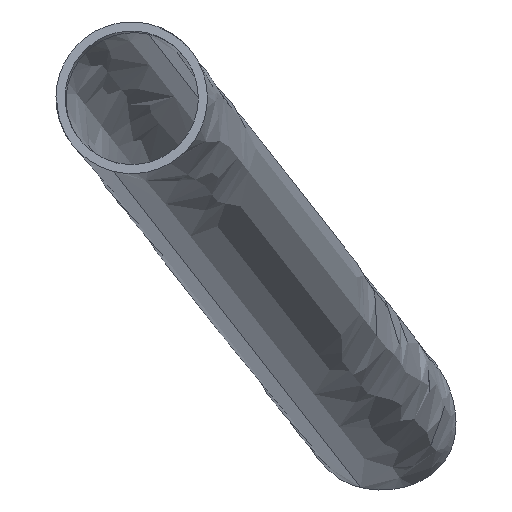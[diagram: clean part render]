
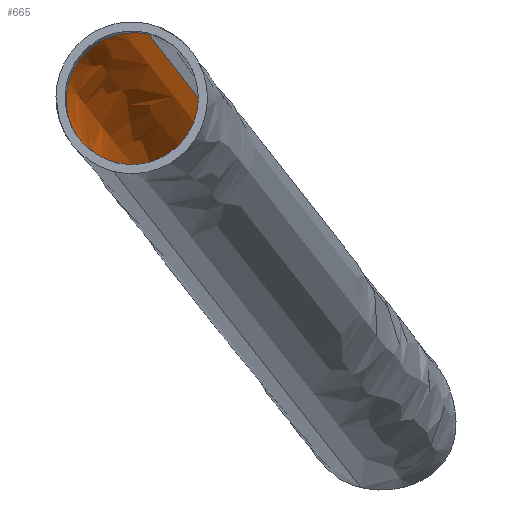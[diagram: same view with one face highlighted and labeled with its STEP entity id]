
A CAD part, left-side view. The second image highlights one B-rep face of the part: STEP entity #665.
In plain terms, the highlighted free-form (B-spline) face has degree [5, 4] with [6, 5] control points.
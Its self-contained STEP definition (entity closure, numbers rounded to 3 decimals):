
#72=CARTESIAN_POINT('Vertex',(-1863.178,-239.808,0.958)) ;
#192=CARTESIAN_POINT('Vertex',(-1864.878,-228.072,-15.945)) ;
#214=CARTESIAN_POINT('Vertex',(-1865.829,-234.363,-20.217)) ;
#218=CARTESIAN_POINT('Control Point',(-1865.829,-234.363,-20.217)) ;
#219=CARTESIAN_POINT('Control Point',(-1865.716,-233.333,-19.96)) ;
#220=CARTESIAN_POINT('Control Point',(-1865.593,-232.321,-19.576)) ;
#221=CARTESIAN_POINT('Control Point',(-1865.461,-231.349,-19.063)) ;
#222=CARTESIAN_POINT('Control Point',(-1865.264,-230.063,-18.163)) ;
#223=CARTESIAN_POINT('Control Point',(-1865.06,-228.951,-17.042)) ;
#224=CARTESIAN_POINT('Control Point',(-1864.999,-228.64,-16.693)) ;
#225=CARTESIAN_POINT('Control Point',(-1864.939,-228.346,-16.327)) ;
#226=CARTESIAN_POINT('Control Point',(-1864.878,-228.072,-15.945)) ;
#240=CARTESIAN_POINT('Axis2P3D Location',(-1865.,-237.,-9.52)) ;
#425=CARTESIAN_POINT('Control Point',(-1628.855,-275.122,-72.351)) ;
#426=CARTESIAN_POINT('Control Point',(-1676.25,-266.971,-61.924)) ;
#427=CARTESIAN_POINT('Control Point',(-1723.645,-258.819,-51.497)) ;
#428=CARTESIAN_POINT('Control Point',(-1771.039,-250.667,-41.071)) ;
#429=CARTESIAN_POINT('Control Point',(-1818.434,-242.515,-30.644)) ;
#430=CARTESIAN_POINT('Control Point',(-1865.829,-234.363,-20.217)) ;
#431=CARTESIAN_POINT('Vertex',(-1628.855,-275.122,-72.351)) ;
#435=CARTESIAN_POINT('Control Point',(-1630.946,-279.752,-50.133)) ;
#436=CARTESIAN_POINT('Control Point',(-1677.392,-271.763,-39.915)) ;
#437=CARTESIAN_POINT('Control Point',(-1723.839,-263.774,-29.696)) ;
#438=CARTESIAN_POINT('Control Point',(-1770.285,-255.785,-19.478)) ;
#439=CARTESIAN_POINT('Control Point',(-1816.731,-247.797,-9.26)) ;
#440=CARTESIAN_POINT('Control Point',(-1863.178,-239.808,0.958)) ;
#441=CARTESIAN_POINT('Vertex',(-1630.946,-279.752,-50.133)) ;
#491=CARTESIAN_POINT('Vertex',(-1625.025,-271.183,-53.362)) ;
#511=CARTESIAN_POINT('Vertex',(-1630.928,-279.703,-50.123)) ;
#515=CARTESIAN_POINT('Control Point',(-1625.025,-271.183,-53.362)) ;
#516=CARTESIAN_POINT('Control Point',(-1625.596,-271.789,-52.679)) ;
#517=CARTESIAN_POINT('Control Point',(-1626.203,-272.439,-52.069)) ;
#518=CARTESIAN_POINT('Control Point',(-1626.823,-273.134,-51.533)) ;
#519=CARTESIAN_POINT('Control Point',(-1628.15,-274.729,-50.561)) ;
#520=CARTESIAN_POINT('Control Point',(-1629.394,-276.546,-50.023)) ;
#521=CARTESIAN_POINT('Control Point',(-1630.007,-277.575,-49.879)) ;
#522=CARTESIAN_POINT('Control Point',(-1630.526,-278.644,-49.915)) ;
#523=CARTESIAN_POINT('Control Point',(-1630.928,-279.703,-50.123)) ;
#567=CARTESIAN_POINT('Vertex',(-1628.282,-272.74,-71.491)) ;
#571=CARTESIAN_POINT('Control Point',(-1628.282,-272.74,-71.491)) ;
#572=CARTESIAN_POINT('Control Point',(-1628.537,-273.493,-71.864)) ;
#573=CARTESIAN_POINT('Control Point',(-1628.729,-274.298,-72.152)) ;
#574=CARTESIAN_POINT('Control Point',(-1628.855,-275.122,-72.351)) ;
#577=CARTESIAN_POINT('Control Point',(-1630.946,-279.752,-50.133)) ;
#578=CARTESIAN_POINT('Control Point',(-1630.94,-279.736,-50.129)) ;
#579=CARTESIAN_POINT('Control Point',(-1630.934,-279.72,-50.126)) ;
#580=CARTESIAN_POINT('Control Point',(-1630.928,-279.703,-50.123)) ;
#600=CARTESIAN_POINT('Control Point',(-1613.178,-282.808,-54.042)) ;
#601=CARTESIAN_POINT('Control Point',(-1610.847,-272.33,-51.639)) ;
#602=CARTESIAN_POINT('Control Point',(-1611.504,-264.283,-60.916)) ;
#603=CARTESIAN_POINT('Control Point',(-1614.491,-266.714,-72.596)) ;
#604=CARTESIAN_POINT('Control Point',(-1616.822,-277.192,-74.998)) ;
#605=CARTESIAN_POINT('Control Point',(-1663.178,-274.208,-43.042)) ;
#606=CARTESIAN_POINT('Control Point',(-1660.847,-263.73,-40.639)) ;
#607=CARTESIAN_POINT('Control Point',(-1661.504,-255.683,-49.916)) ;
#608=CARTESIAN_POINT('Control Point',(-1664.491,-258.114,-61.596)) ;
#609=CARTESIAN_POINT('Control Point',(-1666.822,-268.592,-63.998)) ;
#610=CARTESIAN_POINT('Control Point',(-1713.178,-265.608,-32.042)) ;
#611=CARTESIAN_POINT('Control Point',(-1710.847,-255.13,-29.639)) ;
#612=CARTESIAN_POINT('Control Point',(-1711.504,-247.083,-38.916)) ;
#613=CARTESIAN_POINT('Control Point',(-1714.491,-249.514,-50.596)) ;
#614=CARTESIAN_POINT('Control Point',(-1716.822,-259.992,-52.998)) ;
#615=CARTESIAN_POINT('Control Point',(-1763.178,-257.008,-21.042)) ;
#616=CARTESIAN_POINT('Control Point',(-1760.847,-246.53,-18.639)) ;
#617=CARTESIAN_POINT('Control Point',(-1761.504,-238.483,-27.916)) ;
#618=CARTESIAN_POINT('Control Point',(-1764.491,-240.914,-39.596)) ;
#619=CARTESIAN_POINT('Control Point',(-1766.822,-251.392,-41.998)) ;
#620=CARTESIAN_POINT('Control Point',(-1813.178,-248.408,-10.042)) ;
#621=CARTESIAN_POINT('Control Point',(-1810.847,-237.93,-7.639)) ;
#622=CARTESIAN_POINT('Control Point',(-1811.504,-229.883,-16.916)) ;
#623=CARTESIAN_POINT('Control Point',(-1814.491,-232.314,-28.596)) ;
#624=CARTESIAN_POINT('Control Point',(-1816.822,-242.792,-30.998)) ;
#625=CARTESIAN_POINT('Control Point',(-1863.178,-239.808,0.958)) ;
#626=CARTESIAN_POINT('Control Point',(-1860.847,-229.33,3.361)) ;
#627=CARTESIAN_POINT('Control Point',(-1861.504,-221.283,-5.916)) ;
#628=CARTESIAN_POINT('Control Point',(-1864.491,-223.714,-17.596)) ;
#629=CARTESIAN_POINT('Control Point',(-1866.822,-234.192,-19.998)) ;
#631=CARTESIAN_POINT('Control Point',(-1628.282,-272.74,-71.491)) ;
#632=CARTESIAN_POINT('Control Point',(-1628.754,-271.184,-70.592)) ;
#633=CARTESIAN_POINT('Control Point',(-1629.27,-269.769,-69.418)) ;
#634=CARTESIAN_POINT('Control Point',(-1629.717,-268.518,-68.027)) ;
#635=CARTESIAN_POINT('Control Point',(-1630.,-267.496,-66.35)) ;
#636=CARTESIAN_POINT('Control Point',(-1630.,-266.874,-64.52)) ;
#637=CARTESIAN_POINT('Vertex',(-1630.,-266.874,-64.52)) ;
#641=CARTESIAN_POINT('Control Point',(-1625.025,-271.183,-53.362)) ;
#642=CARTESIAN_POINT('Control Point',(-1625.586,-270.296,-53.866)) ;
#643=CARTESIAN_POINT('Control Point',(-1626.177,-269.475,-54.461)) ;
#644=CARTESIAN_POINT('Control Point',(-1626.773,-268.726,-55.151)) ;
#645=CARTESIAN_POINT('Control Point',(-1627.661,-267.722,-56.37)) ;
#646=CARTESIAN_POINT('Control Point',(-1628.443,-267.004,-57.829)) ;
#647=CARTESIAN_POINT('Control Point',(-1628.696,-266.794,-58.359)) ;
#648=CARTESIAN_POINT('Control Point',(-1629.314,-266.35,-59.848)) ;
#649=CARTESIAN_POINT('Control Point',(-1629.745,-266.241,-61.474)) ;
#650=CARTESIAN_POINT('Control Point',(-1629.92,-266.323,-62.518)) ;
#651=CARTESIAN_POINT('Control Point',(-1630.,-266.542,-63.541)) ;
#652=CARTESIAN_POINT('Control Point',(-1630.,-266.874,-64.52)) ;
#241=DIRECTION('Axis2P3D Direction',(-0.963,0.166,0.212)) ;
#242=AXIS2_PLACEMENT_3D('Circle Axis2P3D',#240,#241,$) ;
#655=ORIENTED_EDGE('',*,*,#524,.T.) ;
#656=ORIENTED_EDGE('',*,*,#581,.F.) ;
#657=ORIENTED_EDGE('',*,*,#443,.T.) ;
#658=ORIENTED_EDGE('',*,*,#244,.T.) ;
#659=ORIENTED_EDGE('',*,*,#227,.F.) ;
#660=ORIENTED_EDGE('',*,*,#433,.F.) ;
#661=ORIENTED_EDGE('',*,*,#575,.F.) ;
#662=ORIENTED_EDGE('',*,*,#639,.T.) ;
#663=ORIENTED_EDGE('',*,*,#653,.F.) ;
#665=ADVANCED_FACE('Corps principal',(#664),#599,.T.) ;
#217=B_SPLINE_CURVE_WITH_KNOTS('',5,(#218,#219,#220,#221,#222,#223,#224,#225,#226),.UNSPECIFIED.,.F.,.U.,(6,3,6),(0.,7.972,11.312),.UNSPECIFIED.) ;
#514=B_SPLINE_CURVE_WITH_KNOTS('',5,(#515,#516,#517,#518,#519,#520,#521,#522,#523),.UNSPECIFIED.,.F.,.U.,(6,3,6),(31.318,38.865,47.456),.UNSPECIFIED.) ;
#570=B_SPLINE_CURVE_WITH_KNOTS('',3,(#571,#572,#573,#574),.UNSPECIFIED.,.F.,.U.,(4,4),(0.703,4.547),.UNSPECIFIED.) ;
#576=B_SPLINE_CURVE_WITH_KNOTS('',3,(#577,#578,#579,#580),.UNSPECIFIED.,.F.,.U.,(4,4),(0.,0.078),.UNSPECIFIED.) ;
#630=B_SPLINE_CURVE_WITH_KNOTS('',5,(#631,#632,#633,#634,#635,#636),.UNSPECIFIED.,.F.,.U.,(6,6),(4.262,17.716),.UNSPECIFIED.) ;
#640=B_SPLINE_CURVE_WITH_KNOTS('',5,(#641,#642,#643,#644,#645,#646,#647,#648,#649,#650,#651,#652),.UNSPECIFIED.,.F.,.U.,(6,3,3,6),(13.723,21.874,26.158,33.358),.UNSPECIFIED.) ;
#243=CIRCLE('generated circle',#242,11.) ;
#227=EDGE_CURVE('',#215,#193,#217,.T.) ;
#244=EDGE_CURVE('',#73,#193,#243,.T.) ;
#433=EDGE_CURVE('',#432,#215,#424,.T.) ;
#443=EDGE_CURVE('',#442,#73,#434,.T.) ;
#524=EDGE_CURVE('',#492,#512,#514,.T.) ;
#575=EDGE_CURVE('',#568,#432,#570,.T.) ;
#581=EDGE_CURVE('',#442,#512,#576,.T.) ;
#639=EDGE_CURVE('',#568,#638,#630,.T.) ;
#653=EDGE_CURVE('',#492,#638,#640,.T.) ;
#654=EDGE_LOOP('',(#655,#656,#657,#658,#659,#660,#661,#662,#663)) ;
#664=FACE_OUTER_BOUND('',#654,.T.) ;
#73=VERTEX_POINT('',#72) ;
#193=VERTEX_POINT('',#192) ;
#215=VERTEX_POINT('',#214) ;
#432=VERTEX_POINT('',#431) ;
#442=VERTEX_POINT('',#441) ;
#492=VERTEX_POINT('',#491) ;
#512=VERTEX_POINT('',#511) ;
#568=VERTEX_POINT('',#567) ;
#638=VERTEX_POINT('',#637) ;
#424=(BOUNDED_CURVE()B_SPLINE_CURVE(5,(#425,#426,#427,#428,#429,#430),.UNSPECIFIED.,.F.,.U.)B_SPLINE_CURVE_WITH_KNOTS((6,6),(12.494,258.533),.UNSPECIFIED.)CURVE()GEOMETRIC_REPRESENTATION_ITEM()RATIONAL_B_SPLINE_CURVE((1.,1.,1.,1.,1.,1.))REPRESENTATION_ITEM('')) ;
#434=(BOUNDED_CURVE()B_SPLINE_CURVE(5,(#435,#436,#437,#438,#439,#440),.UNSPECIFIED.,.F.,.U.)B_SPLINE_CURVE_WITH_KNOTS((6,6),(18.448,259.565),.UNSPECIFIED.)CURVE()GEOMETRIC_REPRESENTATION_ITEM()RATIONAL_B_SPLINE_CURVE((1.,1.,1.,1.,1.,1.))REPRESENTATION_ITEM('')) ;
#599=(BOUNDED_SURFACE()B_SPLINE_SURFACE(5,4,((#600,#601,#602,#603,#604),(#605,#606,#607,#608,#609),(#610,#611,#612,#613,#614),(#615,#616,#617,#618,#619),(#620,#621,#622,#623,#624),(#625,#626,#627,#628,#629)),.UNSPECIFIED.,.F.,.F.,.U.)B_SPLINE_SURFACE_WITH_KNOTS((6,6),(5,5),(0.,259.565),(0.,34.558),.UNSPECIFIED.)GEOMETRIC_REPRESENTATION_ITEM()RATIONAL_B_SPLINE_SURFACE(((1.,0.707,0.667,0.707,1.),(1.,0.707,0.667,0.707,1.),(1.,0.707,0.667,0.707,1.),(1.,0.707,0.667,0.707,1.),(1.,0.707,0.667,0.707,1.),(1.,0.707,0.667,0.707,1.)))REPRESENTATION_ITEM('Rational BSpline Surface')SURFACE()) ;
